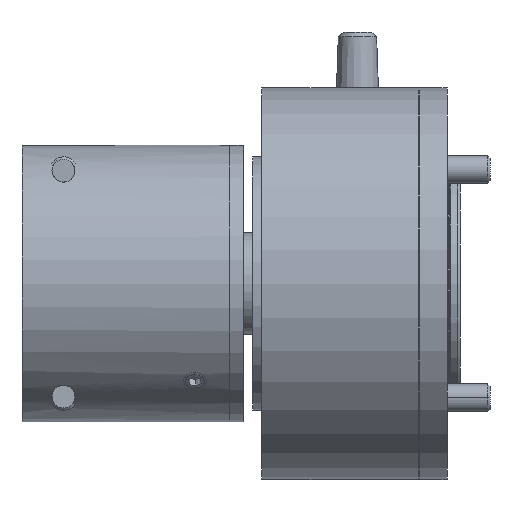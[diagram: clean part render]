
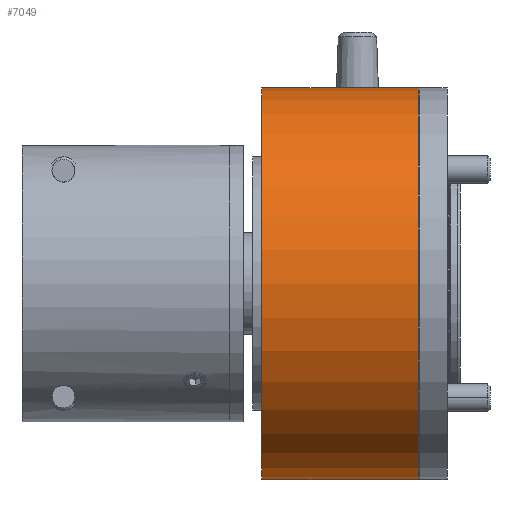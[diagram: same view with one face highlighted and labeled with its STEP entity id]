
A CAD part, front view. The second image highlights one B-rep face of the part: STEP entity #7049.
In plain terms, the highlighted cylindrical face has radius 42.5 mm (diameter 85 mm), a partial arc.
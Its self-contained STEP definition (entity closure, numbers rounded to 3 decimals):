
#381 = CARTESIAN_POINT ( 'NONE',  ( 36.8, 0., 42.5 ) ) ;
#1003 = AXIS2_PLACEMENT_3D ( 'NONE', #19619, #15032, #14969 ) ;
#1575 = VERTEX_POINT ( 'NONE', #381 ) ;
#2128 = DIRECTION ( 'NONE',  ( -1., 0., 0. ) ) ;
#3945 = AXIS2_PLACEMENT_3D ( 'NONE', #9092, #4296, #18155 ) ;
#4296 = DIRECTION ( 'NONE',  ( -1., 0., 0. ) ) ;
#5867 = LINE ( 'NONE', #11530, #17903 ) ;
#5902 = CYLINDRICAL_SURFACE ( 'NONE', #1003, 42.5 ) ;
#7049 = ADVANCED_FACE ( 'NONE', ( #11748 ), #5902, .T. ) ;
#7364 = EDGE_CURVE ( 'NONE', #9589, #12864, #11216, .T. ) ;
#7587 = CARTESIAN_POINT ( 'NONE',  ( 2.8, 0., 42.5 ) ) ;
#8386 = EDGE_CURVE ( 'NONE', #1575, #12864, #5867, .T. ) ;
#8513 = CARTESIAN_POINT ( 'NONE',  ( 2.8, 0., -42.5 ) ) ;
#8757 = DIRECTION ( 'NONE',  ( 0., 0., 1. ) ) ;
#9092 = CARTESIAN_POINT ( 'NONE',  ( 2.8, 0., 0. ) ) ;
#9589 = VERTEX_POINT ( 'NONE', #8513 ) ;
#9715 = DIRECTION ( 'NONE',  ( -1., 0., 0. ) ) ;
#10105 = ORIENTED_EDGE ( 'NONE', *, *, #17055, .T. ) ;
#10133 = ORIENTED_EDGE ( 'NONE', *, *, #8386, .T. ) ;
#11216 = CIRCLE ( 'NONE', #3945, 42.5 ) ;
#11262 = CARTESIAN_POINT ( 'NONE',  ( -39.259, 0., -42.5 ) ) ;
#11530 = CARTESIAN_POINT ( 'NONE',  ( -39.259, 0., 42.5 ) ) ;
#11748 = FACE_OUTER_BOUND ( 'NONE', #17368, .T. ) ;
#11869 = ORIENTED_EDGE ( 'NONE', *, *, #13047, .F. ) ;
#12250 = VECTOR ( 'NONE', #2128, 1000. ) ;
#12467 = CIRCLE ( 'NONE', #13908, 42.5 ) ;
#12864 = VERTEX_POINT ( 'NONE', #7587 ) ;
#12945 = LINE ( 'NONE', #11262, #12250 ) ;
#13047 = EDGE_CURVE ( 'NONE', #19852, #9589, #12945, .T. ) ;
#13202 = ORIENTED_EDGE ( 'NONE', *, *, #7364, .F. ) ;
#13908 = AXIS2_PLACEMENT_3D ( 'NONE', #17960, #19580, #8757 ) ;
#14969 = DIRECTION ( 'NONE',  ( 0., 0., 1. ) ) ;
#15032 = DIRECTION ( 'NONE',  ( -1., 0., 0. ) ) ;
#15684 = CARTESIAN_POINT ( 'NONE',  ( 36.8, 0., -42.5 ) ) ;
#17055 = EDGE_CURVE ( 'NONE', #19852, #1575, #12467, .T. ) ;
#17368 = EDGE_LOOP ( 'NONE', ( #11869, #10105, #10133, #13202 ) ) ;
#17903 = VECTOR ( 'NONE', #9715, 1000. ) ;
#17960 = CARTESIAN_POINT ( 'NONE',  ( 36.8, 0., 0. ) ) ;
#18155 = DIRECTION ( 'NONE',  ( 0., 0., 1. ) ) ;
#19580 = DIRECTION ( 'NONE',  ( -1., 0., 0. ) ) ;
#19619 = CARTESIAN_POINT ( 'NONE',  ( -39.259, 0., 0. ) ) ;
#19852 = VERTEX_POINT ( 'NONE', #15684 ) ;
